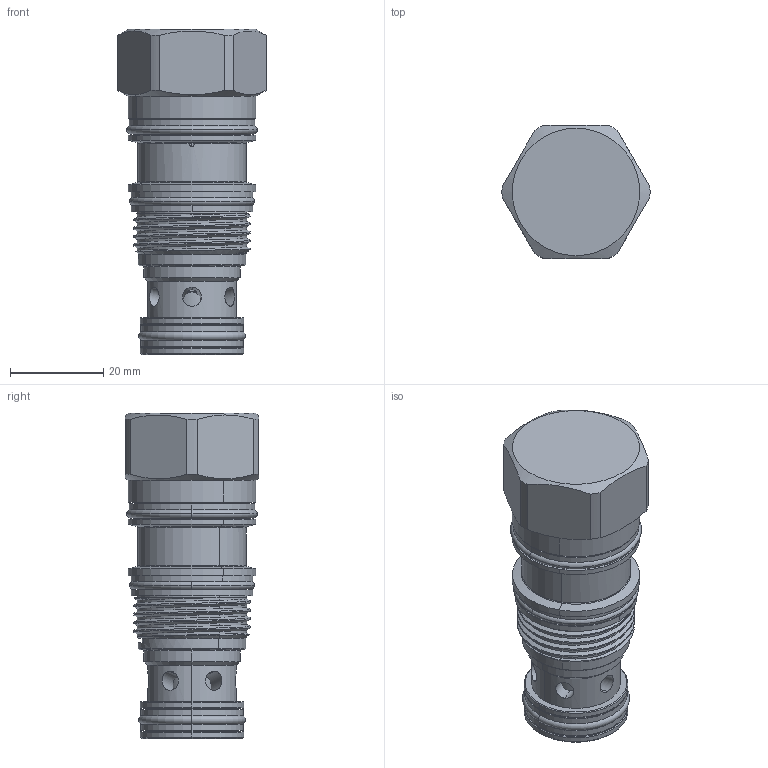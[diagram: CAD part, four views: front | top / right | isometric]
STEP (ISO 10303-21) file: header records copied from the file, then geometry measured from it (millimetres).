
FILE_DESCRIPTION (( 'STEP AP214' ), '1' );
FILE_NAME ('CO2A30(3C)-N.STEP', '2016-04-15T03:11:11', ( '' ), ( '' ), 'SwSTEP 2.0', 'SolidWorks 2012', '' );
FILE_SCHEMA (( 'AUTOMOTIVE_DESIGN' ));
Length unit declared in the file: millimetre
Products named in the file (1): CO2A30(3C)-N
Bounding box: 31.79 x 28.57 x 69.85 mm (x, y, z)
Volume: 33344.3 mm3; surface area: 11125.5 mm2
Topology: 5 solids, 7 shells, 228 faces, 536 edges, 336 vertices
Faces by surface type: cylinder 128, plane 38, torus 31, cone 29, bspline 2
Entity records: 8269 total; most frequent: CARTESIAN_POINT 2998, DIRECTION 1133, ORIENTED_EDGE 1068, EDGE_CURVE 534, AXIS2_PLACEMENT_3D 486, VERTEX_POINT 336, CIRCLE 259, EDGE_LOOP 254
